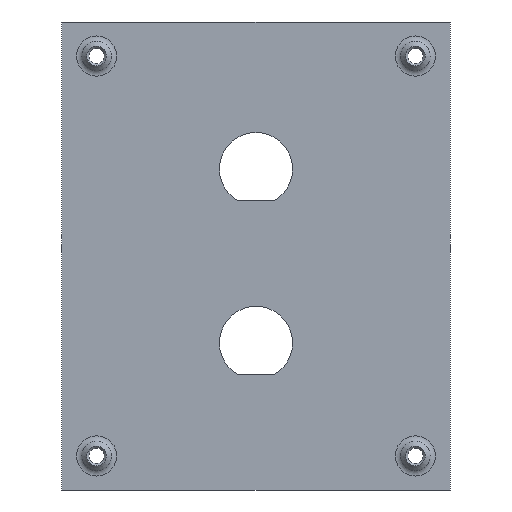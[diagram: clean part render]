
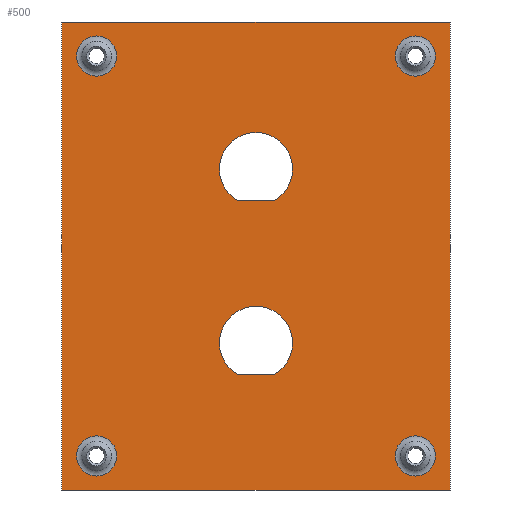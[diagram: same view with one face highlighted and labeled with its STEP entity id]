
A CAD part, front view. The second image highlights one B-rep face of the part: STEP entity #500.
In plain terms, the highlighted planar face has unit normal (0, -1, 0).
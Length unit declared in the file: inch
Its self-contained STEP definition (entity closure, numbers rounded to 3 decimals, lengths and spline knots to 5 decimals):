
#1 = ORIENTED_EDGE ( 'NONE', *, *, #171, .F. ) ;
#9 = DIRECTION ( 'NONE',  ( 0., -1., 0. ) ) ;
#11 = DIRECTION ( 'NONE',  ( 1., 0., 0. ) ) ;
#13 = AXIS2_PLACEMENT_3D ( 'NONE', #578, #9, #650 ) ;
#27 = DIRECTION ( 'NONE',  ( 0., -1., 0. ) ) ;
#38 = PLANE ( 'NONE',  #606 ) ;
#44 = DIRECTION ( 'NONE',  ( 0., -1., 0. ) ) ;
#49 = DIRECTION ( 'NONE',  ( 0., 0., 1. ) ) ;
#50 = VERTEX_POINT ( 'NONE', #522 ) ;
#66 = DIRECTION ( 'NONE',  ( 0., -1., 0. ) ) ;
#75 = EDGE_CURVE ( 'NONE', #154, #154, #240, .T. ) ;
#77 = CARTESIAN_POINT ( 'NONE',  ( 1.1, 0., 1.24148 ) ) ;
#84 = DIRECTION ( 'NONE',  ( 0., 0., -1. ) ) ;
#96 = CARTESIAN_POINT ( 'NONE',  ( -1.34, 0., -0.8175 ) ) ;
#99 = DIRECTION ( 'NONE',  ( 0., -1., 0. ) ) ;
#106 = LINE ( 'NONE', #748, #723 ) ;
#110 = LINE ( 'NONE', #115, #892 ) ;
#115 = CARTESIAN_POINT ( 'NONE',  ( -1.34, 0., -1.615 ) ) ;
#127 = DIRECTION ( 'NONE',  ( 0., 0., -1. ) ) ;
#137 = VERTEX_POINT ( 'NONE', #385 ) ;
#138 = CIRCLE ( 'NONE', #281, 0.2525 ) ;
#142 = LINE ( 'NONE', #721, #222 ) ;
#144 = ORIENTED_EDGE ( 'NONE', *, *, #546, .F. ) ;
#148 = DIRECTION ( 'NONE',  ( 0., 0., -1. ) ) ;
#151 = CARTESIAN_POINT ( 'NONE',  ( -0.12826, 0., 0.3825 ) ) ;
#152 = EDGE_CURVE ( 'NONE', #137, #50, #106, .T. ) ;
#153 = DIRECTION ( 'NONE',  ( 1., 0., 0. ) ) ;
#154 = VERTEX_POINT ( 'NONE', #77 ) ;
#163 = CIRCLE ( 'NONE', #556, 0.13852 ) ;
#166 = DIRECTION ( 'NONE',  ( 0., -1., 0. ) ) ;
#167 = DIRECTION ( 'NONE',  ( 0., 0., -1. ) ) ;
#171 = EDGE_CURVE ( 'NONE', #275, #50, #406, .T. ) ;
#179 = DIRECTION ( 'NONE',  ( 1., 0., 0. ) ) ;
#184 = FACE_BOUND ( 'NONE', #767, .T. ) ;
#190 = FACE_BOUND ( 'NONE', #217, .T. ) ;
#198 = FACE_BOUND ( 'NONE', #427, .T. ) ;
#201 = EDGE_LOOP ( 'NONE', ( #829 ) ) ;
#203 = FACE_BOUND ( 'NONE', #201, .T. ) ;
#208 = FACE_BOUND ( 'NONE', #768, .T. ) ;
#210 = ORIENTED_EDGE ( 'NONE', *, *, #872, .F. ) ;
#217 = EDGE_LOOP ( 'NONE', ( #756 ) ) ;
#222 = VECTOR ( 'NONE', #284, 39.37008 ) ;
#240 = CIRCLE ( 'NONE', #561, 0.13852 ) ;
#249 = AXIS2_PLACEMENT_3D ( 'NONE', #311, #99, #127 ) ;
#250 = VECTOR ( 'NONE', #11, 39.37008 ) ;
#270 = ORIENTED_EDGE ( 'NONE', *, *, #674, .F. ) ;
#275 = VERTEX_POINT ( 'NONE', #809 ) ;
#281 = AXIS2_PLACEMENT_3D ( 'NONE', #643, #66, #148 ) ;
#284 = DIRECTION ( 'NONE',  ( 1., 0., 0. ) ) ;
#298 = DIRECTION ( 'NONE',  ( 0., 0., -1. ) ) ;
#311 = CARTESIAN_POINT ( 'NONE',  ( 0., 0., 0.6 ) ) ;
#313 = VERTEX_POINT ( 'NONE', #623 ) ;
#320 = VERTEX_POINT ( 'NONE', #747 ) ;
#345 = CARTESIAN_POINT ( 'NONE',  ( -1.34, 0., -1.615 ) ) ;
#382 = DIRECTION ( 'NONE',  ( 0., -1., 0. ) ) ;
#385 = CARTESIAN_POINT ( 'NONE',  ( 1.34, 0., -1.615 ) ) ;
#391 = DIRECTION ( 'NONE',  ( 0., 0., 1. ) ) ;
#392 = CARTESIAN_POINT ( 'NONE',  ( -1.1, 0., 1.24148 ) ) ;
#404 = AXIS2_PLACEMENT_3D ( 'NONE', #729, #382, #84 ) ;
#406 = LINE ( 'NONE', #667, #617 ) ;
#421 = CIRCLE ( 'NONE', #13, 0.13852 ) ;
#422 = EDGE_LOOP ( 'NONE', ( #1, #144, #630, #631 ) ) ;
#427 = EDGE_LOOP ( 'NONE', ( #270 ) ) ;
#431 = CARTESIAN_POINT ( 'NONE',  ( -1.34, 0., -1.615 ) ) ;
#444 = CIRCLE ( 'NONE', #249, 0.2525 ) ;
#449 = EDGE_CURVE ( 'NONE', #320, #903, #444, .T. ) ;
#489 = DIRECTION ( 'NONE',  ( 0., 0., -1. ) ) ;
#499 = LINE ( 'NONE', #431, #555 ) ;
#500 = ADVANCED_FACE ( 'NONE', ( #842, #184, #203, #208, #198, #190, #540 ), #38, .T. ) ;
#517 = VERTEX_POINT ( 'NONE', #801 ) ;
#522 = CARTESIAN_POINT ( 'NONE',  ( 1.34, 0., 1.615 ) ) ;
#540 = FACE_OUTER_BOUND ( 'NONE', #422, .T. ) ;
#541 = VERTEX_POINT ( 'NONE', #902 ) ;
#546 = EDGE_CURVE ( 'NONE', #622, #275, #110, .T. ) ;
#555 = VECTOR ( 'NONE', #153, 39.37008 ) ;
#556 = AXIS2_PLACEMENT_3D ( 'NONE', #590, #27, #167 ) ;
#561 = AXIS2_PLACEMENT_3D ( 'NONE', #589, #166, #298 ) ;
#578 = CARTESIAN_POINT ( 'NONE',  ( -1.1, 0., -1.38 ) ) ;
#589 = CARTESIAN_POINT ( 'NONE',  ( 1.1, 0., 1.38 ) ) ;
#590 = CARTESIAN_POINT ( 'NONE',  ( 1.1, 0., -1.38 ) ) ;
#606 = AXIS2_PLACEMENT_3D ( 'NONE', #345, #44, #489 ) ;
#612 = EDGE_CURVE ( 'NONE', #772, #541, #138, .T. ) ;
#617 = VECTOR ( 'NONE', #179, 39.37008 ) ;
#622 = VERTEX_POINT ( 'NONE', #639 ) ;
#623 = CARTESIAN_POINT ( 'NONE',  ( 1.1, 0., -1.51852 ) ) ;
#625 = ORIENTED_EDGE ( 'NONE', *, *, #75, .F. ) ;
#630 = ORIENTED_EDGE ( 'NONE', *, *, #739, .T. ) ;
#631 = ORIENTED_EDGE ( 'NONE', *, *, #152, .T. ) ;
#639 = CARTESIAN_POINT ( 'NONE',  ( -1.34, 0., -1.615 ) ) ;
#643 = CARTESIAN_POINT ( 'NONE',  ( 0., 0., -0.6 ) ) ;
#650 = DIRECTION ( 'NONE',  ( 0., 0., -1. ) ) ;
#667 = CARTESIAN_POINT ( 'NONE',  ( -1.34, 0., 1.615 ) ) ;
#669 = CIRCLE ( 'NONE', #404, 0.13852 ) ;
#674 = EDGE_CURVE ( 'NONE', #517, #517, #421, .T. ) ;
#677 = VERTEX_POINT ( 'NONE', #392 ) ;
#684 = EDGE_CURVE ( 'NONE', #903, #320, #142, .T. ) ;
#701 = ORIENTED_EDGE ( 'NONE', *, *, #612, .F. ) ;
#721 = CARTESIAN_POINT ( 'NONE',  ( -1.34, 0., 0.3825 ) ) ;
#723 = VECTOR ( 'NONE', #391, 39.37008 ) ;
#729 = CARTESIAN_POINT ( 'NONE',  ( -1.1, 0., 1.38 ) ) ;
#739 = EDGE_CURVE ( 'NONE', #622, #137, #499, .T. ) ;
#747 = CARTESIAN_POINT ( 'NONE',  ( 0.12826, 0., 0.3825 ) ) ;
#748 = CARTESIAN_POINT ( 'NONE',  ( 1.34, 0., -1.615 ) ) ;
#756 = ORIENTED_EDGE ( 'NONE', *, *, #906, .F. ) ;
#762 = ORIENTED_EDGE ( 'NONE', *, *, #449, .F. ) ;
#766 = EDGE_LOOP ( 'NONE', ( #762, #841 ) ) ;
#767 = EDGE_LOOP ( 'NONE', ( #701, #210 ) ) ;
#768 = EDGE_LOOP ( 'NONE', ( #625 ) ) ;
#772 = VERTEX_POINT ( 'NONE', #779 ) ;
#779 = CARTESIAN_POINT ( 'NONE',  ( 0.12826, 0., -0.8175 ) ) ;
#801 = CARTESIAN_POINT ( 'NONE',  ( -1.1, 0., -1.51852 ) ) ;
#806 = LINE ( 'NONE', #96, #250 ) ;
#809 = CARTESIAN_POINT ( 'NONE',  ( -1.34, 0., 1.615 ) ) ;
#829 = ORIENTED_EDGE ( 'NONE', *, *, #918, .F. ) ;
#841 = ORIENTED_EDGE ( 'NONE', *, *, #684, .F. ) ;
#842 = FACE_BOUND ( 'NONE', #766, .T. ) ;
#872 = EDGE_CURVE ( 'NONE', #541, #772, #806, .T. ) ;
#892 = VECTOR ( 'NONE', #49, 39.37008 ) ;
#902 = CARTESIAN_POINT ( 'NONE',  ( -0.12826, 0., -0.8175 ) ) ;
#903 = VERTEX_POINT ( 'NONE', #151 ) ;
#906 = EDGE_CURVE ( 'NONE', #313, #313, #163, .T. ) ;
#918 = EDGE_CURVE ( 'NONE', #677, #677, #669, .T. ) ;
